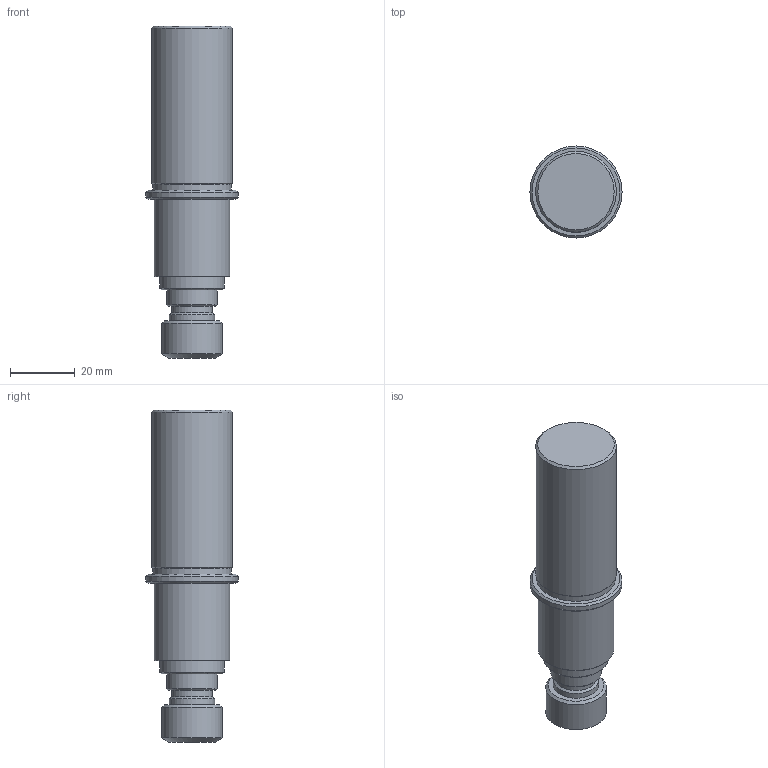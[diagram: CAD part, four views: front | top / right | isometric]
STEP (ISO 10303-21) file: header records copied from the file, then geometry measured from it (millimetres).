
FILE_DESCRIPTION(/* description */ (''),/* implementation_level */ '2;1');
FILE_NAME(/* name */ '1525692341996.stp',/* time_stamp */ '2018-05-07T13:25:50+02:00',/* author */ (''),/* organization */ ('SMS'),/* preprocessor_version */ 'ST-DEVELOPER v15',/* originating_system */ 'SIEMENS PLM Software NX 8.5',/* authorisation */ '');
FILE_SCHEMA (('AUTOMOTIVE_DESIGN { 1 0 10303 214 3 1 1 1 }'));
Length unit declared in the file: millimetre
Products named in the file (1): 112029285mod000_00
Bounding box: 28.5 x 28.5 x 102.73 mm (x, y, z)
Volume: 42951.5 mm3; surface area: 8741 mm2
Topology: 1 solids, 1 shells, 27 faces, 46 edges, 30 vertices
Faces by surface type: cone 10, cylinder 9, plane 8
Full cylindrical faces by diameter (mm): 12.7 x1, 13.995 x1, 15.766 x1, 18.72 x1, 19.865 x1, 23.508 x1, 24.384 x1, 24.996 x1, 28.499 x1
Entity records: 603 total; most frequent: DIRECTION 114, CARTESIAN_POINT 86, AXIS2_PLACEMENT_3D 57, EDGE_LOOP 52, ORIENTED_EDGE 52, FACE_BOUND 50, ADVANCED_FACE 27, VERTEX_POINT 26
